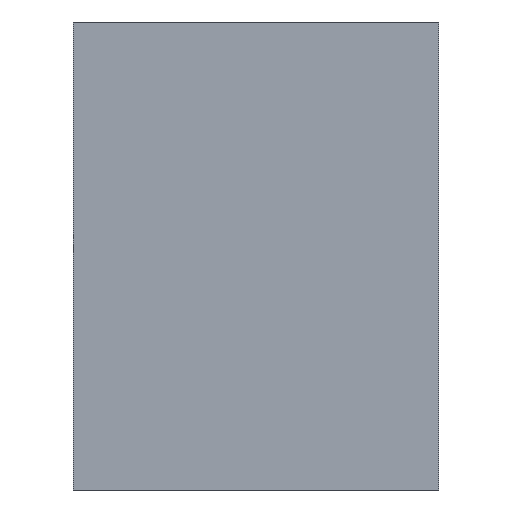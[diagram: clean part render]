
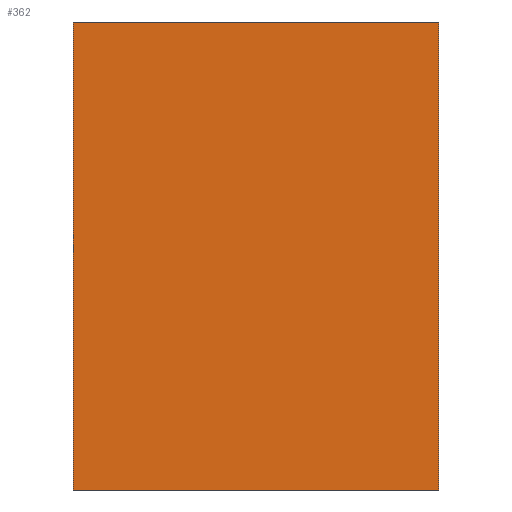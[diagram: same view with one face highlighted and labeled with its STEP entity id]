
A CAD part, front view. The second image highlights one B-rep face of the part: STEP entity #362.
In plain terms, the highlighted planar face has unit normal (0, -1, 0).
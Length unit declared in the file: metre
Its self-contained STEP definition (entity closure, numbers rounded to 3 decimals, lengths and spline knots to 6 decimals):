
#64=ORIENTED_EDGE('',*,*,#139,.T.);
#65=ORIENTED_EDGE('',*,*,#140,.T.);
#66=ORIENTED_EDGE('',*,*,#141,.F.);
#67=ORIENTED_EDGE('',*,*,#137,.T.);
#137=EDGE_CURVE('',#175,#174,#209,.T.);
#139=EDGE_CURVE('',#174,#176,#211,.T.);
#140=EDGE_CURVE('',#176,#177,#212,.T.);
#141=EDGE_CURVE('',#175,#177,#213,.T.);
#174=VERTEX_POINT('',#598);
#175=VERTEX_POINT('',#600);
#176=VERTEX_POINT('',#604);
#177=VERTEX_POINT('',#606);
#209=LINE('',#599,#221);
#211=LINE('',#603,#223);
#212=LINE('',#605,#224);
#213=LINE('',#607,#225);
#221=VECTOR('',#481,1.);
#223=VECTOR('',#485,1.);
#224=VECTOR('',#486,1.);
#225=VECTOR('',#487,1.);
#230=EDGE_LOOP('',(#64,#65,#66,#67));
#288=FACE_BOUND('',#230,.T.);
#346=PLANE('',#421);
#362=ADVANCED_FACE('',(#288),#346,.F.);
#421=AXIS2_PLACEMENT_3D('',#602,#483,#484);
#481=DIRECTION('',(-1.,0.,0.));
#483=DIRECTION('',(0.,1.,0.));
#484=DIRECTION('',(0.,0.,1.));
#485=DIRECTION('',(0.,0.,-1.));
#486=DIRECTION('',(1.,0.,0.));
#487=DIRECTION('',(0.,0.,-1.));
#598=CARTESIAN_POINT('',(-0.114368,-0.703999,0.04));
#599=CARTESIAN_POINT('',(0.088833,-0.703999,0.04));
#600=CARTESIAN_POINT('',(0.088833,-0.703999,0.04));
#602=CARTESIAN_POINT('',(0.088833,-0.703999,-0.5696));
#603=CARTESIAN_POINT('',(-0.114368,-0.703999,-0.5696));
#604=CARTESIAN_POINT('',(-0.114368,-0.703999,-0.22));
#605=CARTESIAN_POINT('',(-0.012768,-0.703999,-0.22));
#606=CARTESIAN_POINT('',(0.088833,-0.703999,-0.22));
#607=CARTESIAN_POINT('',(0.088833,-0.703999,-0.5696));
